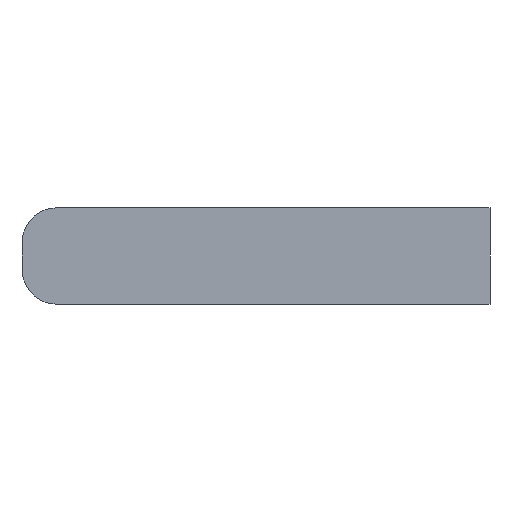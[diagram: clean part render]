
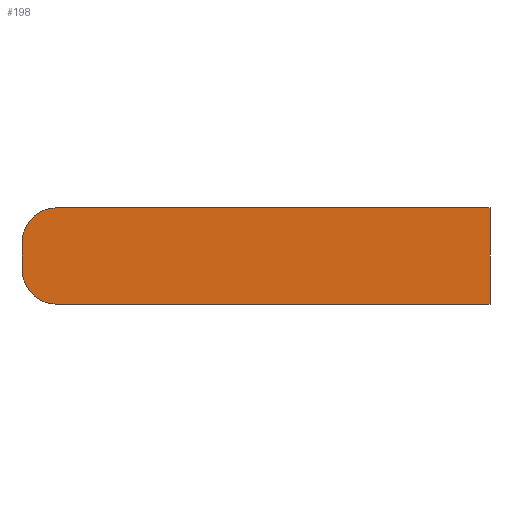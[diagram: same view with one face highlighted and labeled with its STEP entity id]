
A CAD part, front view. The second image highlights one B-rep face of the part: STEP entity #198.
In plain terms, the highlighted planar face has unit normal (0, -1, 0).
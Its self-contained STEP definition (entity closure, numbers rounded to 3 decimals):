
#74=CIRCLE('',#220,1.);
#75=CIRCLE('',#221,1.);
#94=ORIENTED_EDGE('',*,*,#116,.T.);
#95=ORIENTED_EDGE('',*,*,#128,.T.);
#96=ORIENTED_EDGE('',*,*,#118,.T.);
#97=ORIENTED_EDGE('',*,*,#124,.T.);
#98=ORIENTED_EDGE('',*,*,#127,.T.);
#99=ORIENTED_EDGE('',*,*,#129,.T.);
#116=EDGE_CURVE('',#135,#134,#146,.T.);
#118=EDGE_CURVE('',#136,#137,#148,.T.);
#124=EDGE_CURVE('',#137,#141,#154,.T.);
#127=EDGE_CURVE('',#141,#143,#157,.T.);
#128=EDGE_CURVE('',#134,#136,#74,.T.);
#129=EDGE_CURVE('',#143,#135,#75,.T.);
#134=VERTEX_POINT('',#321);
#135=VERTEX_POINT('',#323);
#136=VERTEX_POINT('',#327);
#137=VERTEX_POINT('',#328);
#141=VERTEX_POINT('',#338);
#143=VERTEX_POINT('',#344);
#146=LINE('',#322,#160);
#148=LINE('',#326,#162);
#154=LINE('',#339,#168);
#157=LINE('',#345,#171);
#160=VECTOR('',#249,1000.);
#162=VECTOR('',#253,1000.);
#168=VECTOR('',#261,1000.);
#171=VECTOR('',#266,1000.);
#176=EDGE_LOOP('',(#94,#95,#96,#97,#98,#99));
#184=FACE_BOUND('',#176,.T.);
#192=PLANE('',#219);
#198=ADVANCED_FACE('',(#184),#192,.T.);
#219=AXIS2_PLACEMENT_3D('',#346,#267,#268);
#220=AXIS2_PLACEMENT_3D('',#347,#269,#270);
#221=AXIS2_PLACEMENT_3D('',#348,#271,#272);
#249=DIRECTION('',(0.,0.,-1.));
#253=DIRECTION('',(1.,0.,0.));
#261=DIRECTION('',(0.,0.,1.));
#266=DIRECTION('',(-1.,0.,0.));
#267=DIRECTION('',(0.,-1.,0.));
#268=DIRECTION('',(0.,0.,-1.));
#269=DIRECTION('',(0.,-1.,0.));
#270=DIRECTION('',(0.,0.,-1.));
#271=DIRECTION('',(0.,-1.,0.));
#272=DIRECTION('',(0.,0.,-1.));
#321=CARTESIAN_POINT('',(0.,-82.,1.));
#322=CARTESIAN_POINT('',(0.,-82.,2.75));
#323=CARTESIAN_POINT('',(0.,-82.,1.75));
#326=CARTESIAN_POINT('',(0.,-82.,0.));
#327=CARTESIAN_POINT('',(1.,-82.,0.));
#328=CARTESIAN_POINT('',(13.35,-82.,0.));
#338=CARTESIAN_POINT('',(13.35,-82.,2.75));
#339=CARTESIAN_POINT('',(13.35,-82.,0.));
#344=CARTESIAN_POINT('',(1.,-82.,2.75));
#345=CARTESIAN_POINT('',(13.35,-82.,2.75));
#346=CARTESIAN_POINT('',(0.,-82.,0.));
#347=CARTESIAN_POINT('',(1.,-82.,1.));
#348=CARTESIAN_POINT('',(1.,-82.,1.75));
